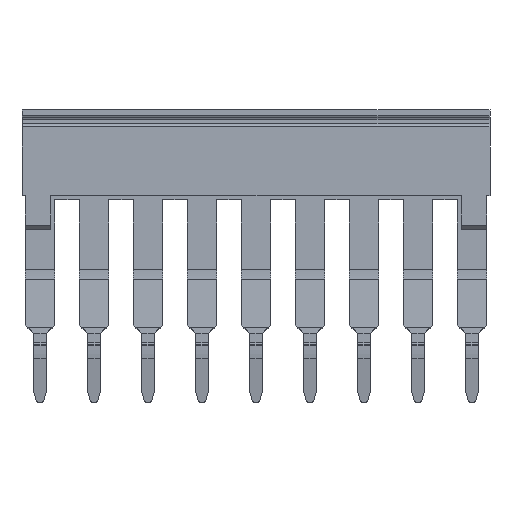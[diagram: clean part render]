
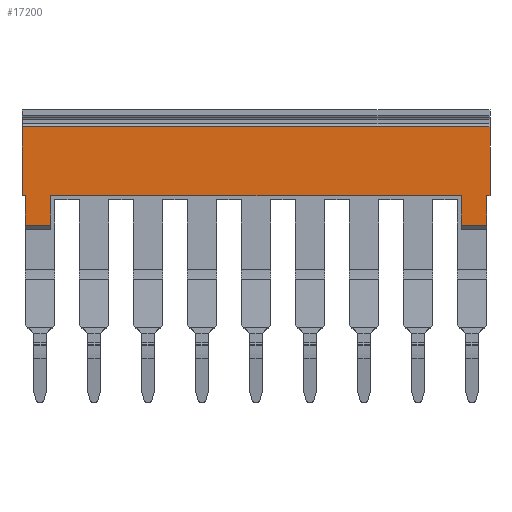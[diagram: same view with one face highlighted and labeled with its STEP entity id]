
A CAD part, front view. The second image highlights one B-rep face of the part: STEP entity #17200.
In plain terms, the highlighted planar face has unit normal (0, -1, 0).
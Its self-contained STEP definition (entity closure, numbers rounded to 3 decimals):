
#17123=AXIS2_PLACEMENT_3D('Plane Axis2P3D',#17120,#17121,#17122) ;
#17026=CARTESIAN_POINT('Vertex',(2.7,0.4,16.712)) ;
#17029=CARTESIAN_POINT('Line Origine',(1.5,0.4,16.712)) ;
#17033=CARTESIAN_POINT('Vertex',(0.3,0.4,16.712)) ;
#17067=CARTESIAN_POINT('Vertex',(2.7,0.4,19.512)) ;
#17070=CARTESIAN_POINT('Line Origine',(2.7,0.4,18.112)) ;
#17094=CARTESIAN_POINT('Line Origine',(22.1,0.4,19.512)) ;
#17098=CARTESIAN_POINT('Vertex',(41.5,0.4,19.512)) ;
#17120=CARTESIAN_POINT('Axis2P3D Location',(44.,0.4,26.012)) ;
#17125=CARTESIAN_POINT('Line Origine',(0.,0.4,22.762)) ;
#17129=CARTESIAN_POINT('Vertex',(0.,0.4,19.512)) ;
#17131=CARTESIAN_POINT('Vertex',(0.,0.4,26.012)) ;
#17134=CARTESIAN_POINT('Line Origine',(0.15,0.4,19.512)) ;
#17138=CARTESIAN_POINT('Vertex',(0.3,0.4,19.512)) ;
#17141=CARTESIAN_POINT('Line Origine',(0.3,0.4,18.112)) ;
#17146=CARTESIAN_POINT('Line Origine',(41.5,0.4,18.112)) ;
#17150=CARTESIAN_POINT('Vertex',(41.5,0.4,16.712)) ;
#17153=CARTESIAN_POINT('Line Origine',(42.7,0.4,16.712)) ;
#17157=CARTESIAN_POINT('Vertex',(43.9,0.4,16.712)) ;
#17160=CARTESIAN_POINT('Line Origine',(43.9,0.4,18.112)) ;
#17164=CARTESIAN_POINT('Vertex',(43.9,0.4,19.512)) ;
#17167=CARTESIAN_POINT('Line Origine',(44.05,0.4,19.512)) ;
#17171=CARTESIAN_POINT('Vertex',(44.2,0.4,19.512)) ;
#17174=CARTESIAN_POINT('Line Origine',(44.2,0.4,22.762)) ;
#17178=CARTESIAN_POINT('Vertex',(44.2,0.4,26.012)) ;
#17181=CARTESIAN_POINT('Line Origine',(22.1,0.4,26.012)) ;
#17030=DIRECTION('Vector Direction',(1.,0.,0.)) ;
#17071=DIRECTION('Vector Direction',(0.,0.,1.)) ;
#17095=DIRECTION('Vector Direction',(-1.,0.,0.)) ;
#17121=DIRECTION('Axis2P3D Direction',(0.,1.,0.)) ;
#17122=DIRECTION('Axis2P3D XDirection',(0.,0.,-1.)) ;
#17126=DIRECTION('Vector Direction',(0.,0.,-1.)) ;
#17135=DIRECTION('Vector Direction',(1.,0.,0.)) ;
#17142=DIRECTION('Vector Direction',(0.,0.,-1.)) ;
#17147=DIRECTION('Vector Direction',(0.,0.,1.)) ;
#17154=DIRECTION('Vector Direction',(-1.,0.,0.)) ;
#17161=DIRECTION('Vector Direction',(0.,0.,-1.)) ;
#17168=DIRECTION('Vector Direction',(-1.,0.,0.)) ;
#17175=DIRECTION('Vector Direction',(0.,0.,-1.)) ;
#17182=DIRECTION('Vector Direction',(-1.,0.,0.)) ;
#17031=VECTOR('Line Direction',#17030,1.) ;
#17072=VECTOR('Line Direction',#17071,1.) ;
#17096=VECTOR('Line Direction',#17095,1.) ;
#17127=VECTOR('Line Direction',#17126,1.) ;
#17136=VECTOR('Line Direction',#17135,1.) ;
#17143=VECTOR('Line Direction',#17142,1.) ;
#17148=VECTOR('Line Direction',#17147,1.) ;
#17155=VECTOR('Line Direction',#17154,1.) ;
#17162=VECTOR('Line Direction',#17161,1.) ;
#17169=VECTOR('Line Direction',#17168,1.) ;
#17176=VECTOR('Line Direction',#17175,1.) ;
#17183=VECTOR('Line Direction',#17182,1.) ;
#17187=ORIENTED_EDGE('',*,*,#17133,.F.) ;
#17188=ORIENTED_EDGE('',*,*,#17140,.F.) ;
#17189=ORIENTED_EDGE('',*,*,#17145,.F.) ;
#17190=ORIENTED_EDGE('',*,*,#17035,.T.) ;
#17191=ORIENTED_EDGE('',*,*,#17074,.F.) ;
#17192=ORIENTED_EDGE('',*,*,#17100,.F.) ;
#17193=ORIENTED_EDGE('',*,*,#17152,.F.) ;
#17194=ORIENTED_EDGE('',*,*,#17159,.F.) ;
#17195=ORIENTED_EDGE('',*,*,#17166,.F.) ;
#17196=ORIENTED_EDGE('',*,*,#17173,.F.) ;
#17197=ORIENTED_EDGE('',*,*,#17180,.F.) ;
#17198=ORIENTED_EDGE('',*,*,#17185,.F.) ;
#17200=ADVANCED_FACE('Kunststoff',(#17199),#17124,.F.) ;
#17035=EDGE_CURVE('',#17034,#17027,#17032,.T.) ;
#17074=EDGE_CURVE('',#17068,#17027,#17073,.F.) ;
#17100=EDGE_CURVE('',#17099,#17068,#17097,.T.) ;
#17133=EDGE_CURVE('',#17130,#17132,#17128,.F.) ;
#17140=EDGE_CURVE('',#17139,#17130,#17137,.F.) ;
#17145=EDGE_CURVE('',#17034,#17139,#17144,.F.) ;
#17152=EDGE_CURVE('',#17151,#17099,#17149,.T.) ;
#17159=EDGE_CURVE('',#17158,#17151,#17156,.T.) ;
#17166=EDGE_CURVE('',#17165,#17158,#17163,.T.) ;
#17173=EDGE_CURVE('',#17172,#17165,#17170,.T.) ;
#17180=EDGE_CURVE('',#17179,#17172,#17177,.T.) ;
#17185=EDGE_CURVE('',#17132,#17179,#17184,.F.) ;
#17186=EDGE_LOOP('',(#17187,#17188,#17189,#17190,#17191,#17192,#17193,#17194,#17195,#17196,#17197,#17198)) ;
#17199=FACE_OUTER_BOUND('',#17186,.T.) ;
#17032=LINE('Line',#17029,#17031) ;
#17073=LINE('Line',#17070,#17072) ;
#17097=LINE('Line',#17094,#17096) ;
#17128=LINE('Line',#17125,#17127) ;
#17137=LINE('Line',#17134,#17136) ;
#17144=LINE('Line',#17141,#17143) ;
#17149=LINE('Line',#17146,#17148) ;
#17156=LINE('Line',#17153,#17155) ;
#17163=LINE('Line',#17160,#17162) ;
#17170=LINE('Line',#17167,#17169) ;
#17177=LINE('Line',#17174,#17176) ;
#17184=LINE('Line',#17181,#17183) ;
#17124=PLANE('',#17123) ;
#17027=VERTEX_POINT('',#17026) ;
#17034=VERTEX_POINT('',#17033) ;
#17068=VERTEX_POINT('',#17067) ;
#17099=VERTEX_POINT('',#17098) ;
#17130=VERTEX_POINT('',#17129) ;
#17132=VERTEX_POINT('',#17131) ;
#17139=VERTEX_POINT('',#17138) ;
#17151=VERTEX_POINT('',#17150) ;
#17158=VERTEX_POINT('',#17157) ;
#17165=VERTEX_POINT('',#17164) ;
#17172=VERTEX_POINT('',#17171) ;
#17179=VERTEX_POINT('',#17178) ;
